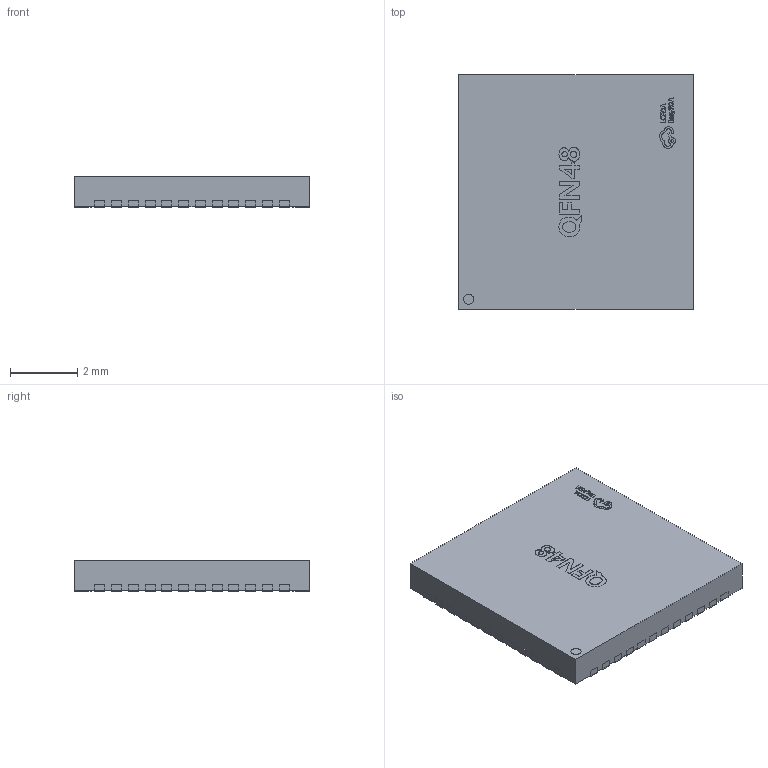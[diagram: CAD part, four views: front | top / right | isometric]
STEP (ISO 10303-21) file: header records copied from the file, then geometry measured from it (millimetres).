
FILE_DESCRIPTION(('FreeCAD Model'),'2;1');
FILE_NAME('Open CASCADE Shape Model','2024-03-23T17:40:52',(''),(''), 'Open CASCADE STEP processor 7.6','FreeCAD','Unknown');
FILE_SCHEMA(('AUTOMOTIVE_DESIGN { 1 0 10303 214 1 1 1 1 }'));
Length unit declared in the file: millimetre
Products named in the file (65): U1; QFN-48_L7.0-W7.0-P0.50-BL-EP5.1; COMPOUND063; COMPOUND001; COMPOUND002; COMPOUND003; COMPOUND004; COMPOUND005; COMPOUND006; COMPOUND007; COMPOUND008; COMPOUND009; COMPOUND010; COMPOUND011; COMPOUND012; COMPOUND013; COMPOUND014; COMPOUND015; COMPOUND016; COMPOUND017; COMPOUND018; COMPOUND019; COMPOUND020; COMPOUND021; COMPOUND022; COMPOUND023; COMPOUND024; COMPOUND025; COMPOUND026; COMPOUND027; COMPOUND028; COMPOUND029; COMPOUND030; COMPOUND031; COMPOUND032; COMPOUND033; COMPOUND034; COMPOUND035; COMPOUND036; COMPOUND037 ...
Assembly tree (64 placements, depth 4):
  U1
    QFN-48_L7.0-W7.0-P0.50-BL-EP5.1
      COMPOUND063
        COMPOUND001
        COMPOUND002
        COMPOUND003
        COMPOUND004
        COMPOUND005
        COMPOUND006
        COMPOUND007
        COMPOUND008
        COMPOUND009
        COMPOUND010
        COMPOUND011
        COMPOUND012
        COMPOUND013
        COMPOUND014
        COMPOUND015
        COMPOUND016
        COMPOUND017
        COMPOUND018
        COMPOUND019
        COMPOUND020
        COMPOUND021
        COMPOUND022
        COMPOUND023
        COMPOUND024
        COMPOUND025
        COMPOUND026
        COMPOUND027
        COMPOUND028
        COMPOUND029
        COMPOUND030
        COMPOUND031
        COMPOUND032
        COMPOUND033
        COMPOUND034
        COMPOUND035
        COMPOUND036
        COMPOUND037
        COMPOUND038
        COMPOUND039
        COMPOUND040
        COMPOUND041
        COMPOUND042
        COMPOUND043
        COMPOUND044
        COMPOUND045
        COMPOUND046
        COMPOUND047
        COMPOUND048
        COMPOUND049
        COMPOUND050
        COMPOUND051
        COMPOUND052
        COMPOUND053
        COMPOUND054
        COMPOUND055
        COMPOUND056
        COMPOUND057
Bounding box: 7 x 7 x 0.92 mm (x, y, z)
Volume: 45.1 mm3; surface area: 152.7 mm2
Topology: 62 solids, 62 shells, 665 faces, 1572 edges, 1048 vertices
Faces by surface type: plane 519, bspline 144, cylinder 2
Entity records: 24340 total; most frequent: CARTESIAN_POINT 7286, ORIENTED_EDGE 3144, DIRECTION 2456, EDGE_CURVE 1572, LINE 1276, VECTOR 1276, VERTEX_POINT 1048, FACE_BOUND 694
